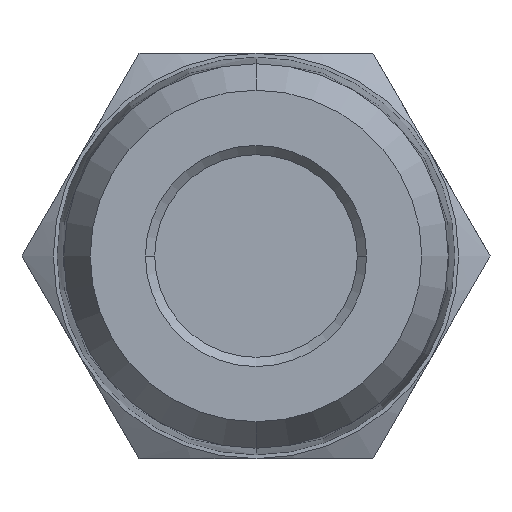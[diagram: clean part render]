
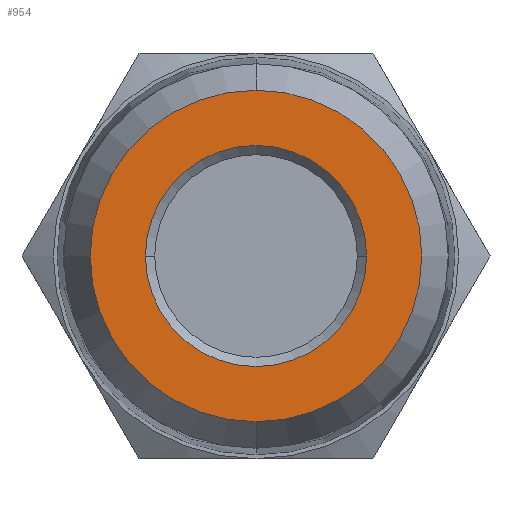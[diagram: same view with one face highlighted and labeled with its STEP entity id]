
A CAD part, front view. The second image highlights one B-rep face of the part: STEP entity #954.
In plain terms, the highlighted planar face has unit normal (0, -1, 0).
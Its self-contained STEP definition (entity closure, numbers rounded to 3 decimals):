
#32 = DIRECTION ( 'NONE',  ( 0., -1., 0. ) ) ;
#33 = CARTESIAN_POINT ( 'NONE',  ( 0., 0., 0. ) ) ;
#35 = PLANE ( 'NONE',  #1736 ) ;
#37 = DIRECTION ( 'NONE',  ( 0., 0., -1. ) ) ;
#133 = CARTESIAN_POINT ( 'NONE',  ( 0., 0., 9. ) ) ;
#134 = CARTESIAN_POINT ( 'NONE',  ( 0., 0., -9. ) ) ;
#143 = CARTESIAN_POINT ( 'NONE',  ( 6., 0., 0. ) ) ;
#144 = CARTESIAN_POINT ( 'NONE',  ( -6., 0., 0. ) ) ;
#391 = CARTESIAN_POINT ( 'NONE',  ( 0., 0., 0. ) ) ;
#392 = DIRECTION ( 'NONE',  ( 0., -1., 0. ) ) ;
#393 = DIRECTION ( 'NONE',  ( 0., 0., -1. ) ) ;
#413 = CARTESIAN_POINT ( 'NONE',  ( 0., 0., 0. ) ) ;
#414 = DIRECTION ( 'NONE',  ( 0., 1., 0. ) ) ;
#415 = DIRECTION ( 'NONE',  ( -1., 0., 0. ) ) ;
#528 = CARTESIAN_POINT ( 'NONE',  ( 0., 0., 0. ) ) ;
#529 = DIRECTION ( 'NONE',  ( 0., 1., 0. ) ) ;
#530 = DIRECTION ( 'NONE',  ( -1., 0., 0. ) ) ;
#626 = EDGE_CURVE ( 'NONE', #1064, #1063, #1452, .T. ) ;
#647 = EDGE_CURVE ( 'NONE', #1053, #1054, #1454, .T. ) ;
#666 = EDGE_CURVE ( 'NONE', #1054, #1053, #1486, .T. ) ;
#675 = EDGE_CURVE ( 'NONE', #1063, #1064, #1499, .T. ) ;
#731 = AXIS2_PLACEMENT_3D ( 'NONE', #528, #529, #530 ) ;
#740 = AXIS2_PLACEMENT_3D ( 'NONE', #868, #869, #870 ) ;
#868 = CARTESIAN_POINT ( 'NONE',  ( 0., 0., 0. ) ) ;
#869 = DIRECTION ( 'NONE',  ( 0., -1., 0. ) ) ;
#870 = DIRECTION ( 'NONE',  ( 0., 0., -1. ) ) ;
#954 = ADVANCED_FACE ( 'NONE', ( #1664, #1655 ), #35, .T. ) ;
#985 = EDGE_LOOP ( 'NONE', ( #1260, #1261 ) ) ;
#993 = EDGE_LOOP ( 'NONE', ( #1258, #1259 ) ) ;
#1053 = VERTEX_POINT ( 'NONE', #133 ) ;
#1054 = VERTEX_POINT ( 'NONE', #134 ) ;
#1063 = VERTEX_POINT ( 'NONE', #143 ) ;
#1064 = VERTEX_POINT ( 'NONE', #144 ) ;
#1132 = AXIS2_PLACEMENT_3D ( 'NONE', #391, #392, #393 ) ;
#1136 = AXIS2_PLACEMENT_3D ( 'NONE', #413, #414, #415 ) ;
#1258 = ORIENTED_EDGE ( 'NONE', *, *, #675, .T. ) ;
#1259 = ORIENTED_EDGE ( 'NONE', *, *, #626, .T. ) ;
#1260 = ORIENTED_EDGE ( 'NONE', *, *, #647, .T. ) ;
#1261 = ORIENTED_EDGE ( 'NONE', *, *, #666, .T. ) ;
#1452 = CIRCLE ( 'NONE', #731, 6. ) ;
#1454 = CIRCLE ( 'NONE', #740, 9. ) ;
#1486 = CIRCLE ( 'NONE', #1132, 9. ) ;
#1499 = CIRCLE ( 'NONE', #1136, 6. ) ;
#1655 = FACE_OUTER_BOUND ( 'NONE', #985, .T. ) ;
#1664 = FACE_BOUND ( 'NONE', #993, .T. ) ;
#1736 = AXIS2_PLACEMENT_3D ( 'NONE', #33, #32, #37 ) ;
